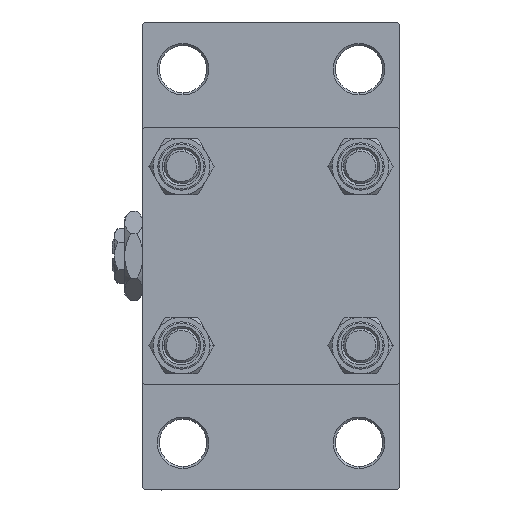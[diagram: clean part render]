
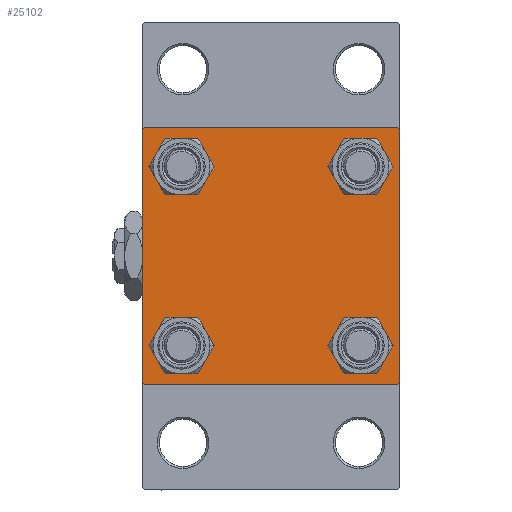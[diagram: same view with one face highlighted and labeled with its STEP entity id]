
A CAD part, left-side view. The second image highlights one B-rep face of the part: STEP entity #25102.
In plain terms, the highlighted planar face has unit normal (-1, 0, 0).
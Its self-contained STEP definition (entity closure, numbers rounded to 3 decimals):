
#119 = DIRECTION ( 'NONE',  ( 0., 0.707, 0.707 ) ) ;
#809 = DIRECTION ( 'NONE',  ( 1., 0., 0. ) ) ;
#861 = DIRECTION ( 'NONE',  ( 0., 0.707, -0.707 ) ) ;
#867 = LINE ( 'NONE', #42924, #9230 ) ;
#875 = VERTEX_POINT ( 'NONE', #37161 ) ;
#1642 = AXIS2_PLACEMENT_3D ( 'NONE', #35608, #809, #4330 ) ;
#1834 = CIRCLE ( 'NONE', #8234, 4.5 ) ;
#2430 = CARTESIAN_POINT ( 'NONE',  ( 0., -20.85, -20.85 ) ) ;
#2465 = EDGE_CURVE ( 'NONE', #31898, #17593, #5025, .T. ) ;
#3166 = EDGE_CURVE ( 'NONE', #43176, #875, #37791, .T. ) ;
#4021 = VERTEX_POINT ( 'NONE', #23210 ) ;
#4076 = DIRECTION ( 'NONE',  ( -1., 0., 0. ) ) ;
#4330 = DIRECTION ( 'NONE',  ( 0., 0., 1. ) ) ;
#4466 = CARTESIAN_POINT ( 'NONE',  ( 0., -20.85, 20.85 ) ) ;
#4750 = EDGE_CURVE ( 'NONE', #23134, #33157, #11252, .T. ) ;
#5025 = LINE ( 'NONE', #35319, #14442 ) ;
#5492 = CARTESIAN_POINT ( 'NONE',  ( 0., 20.85, 25.35 ) ) ;
#5746 = EDGE_LOOP ( 'NONE', ( #33418, #39628 ) ) ;
#5811 = EDGE_CURVE ( 'NONE', #48987, #25351, #32196, .T. ) ;
#5873 = CIRCLE ( 'NONE', #34639, 4.5 ) ;
#5891 = ORIENTED_EDGE ( 'NONE', *, *, #18635, .T. ) ;
#8004 = DIRECTION ( 'NONE',  ( 0., 0., -1. ) ) ;
#8234 = AXIS2_PLACEMENT_3D ( 'NONE', #42411, #42163, #23653 ) ;
#8575 = FACE_OUTER_BOUND ( 'NONE', #8840, .T. ) ;
#8639 = DIRECTION ( 'NONE',  ( 0., -0.707, 0.707 ) ) ;
#8840 = EDGE_LOOP ( 'NONE', ( #11656, #12752, #14726, #41810, #15312, #5891, #29584, #14436 ) ) ;
#9163 = DIRECTION ( 'NONE',  ( 0., -1., 0. ) ) ;
#9230 = VECTOR ( 'NONE', #8639, 1000. ) ;
#9431 = CIRCLE ( 'NONE', #42982, 4.5 ) ;
#9973 = VERTEX_POINT ( 'NONE', #5492 ) ;
#10928 = LINE ( 'NONE', #22468, #12815 ) ;
#11086 = EDGE_LOOP ( 'NONE', ( #11426, #22077 ) ) ;
#11252 = LINE ( 'NONE', #26542, #48210 ) ;
#11426 = ORIENTED_EDGE ( 'NONE', *, *, #21986, .T. ) ;
#11656 = ORIENTED_EDGE ( 'NONE', *, *, #2465, .T. ) ;
#11894 = CIRCLE ( 'NONE', #39906, 4.5 ) ;
#11917 = AXIS2_PLACEMENT_3D ( 'NONE', #43098, #4076, #39169 ) ;
#12056 = VERTEX_POINT ( 'NONE', #42181 ) ;
#12145 = EDGE_CURVE ( 'NONE', #19311, #33157, #867, .T. ) ;
#12320 = FACE_BOUND ( 'NONE', #42268, .T. ) ;
#12481 = ORIENTED_EDGE ( 'NONE', *, *, #46471, .T. ) ;
#12560 = FACE_BOUND ( 'NONE', #11086, .T. ) ;
#12752 = ORIENTED_EDGE ( 'NONE', *, *, #34470, .T. ) ;
#12815 = VECTOR ( 'NONE', #25479, 1000. ) ;
#14181 = CARTESIAN_POINT ( 'NONE',  ( 0., -20.85, -20.85 ) ) ;
#14195 = DIRECTION ( 'NONE',  ( 0., 0., 1. ) ) ;
#14436 = ORIENTED_EDGE ( 'NONE', *, *, #24708, .T. ) ;
#14442 = VECTOR ( 'NONE', #31074, 1000. ) ;
#14726 = ORIENTED_EDGE ( 'NONE', *, *, #32893, .T. ) ;
#15247 = CARTESIAN_POINT ( 'NONE',  ( 0., -30., 29.5 ) ) ;
#15312 = ORIENTED_EDGE ( 'NONE', *, *, #4750, .F. ) ;
#15693 = DIRECTION ( 'NONE',  ( 1., 0., 0. ) ) ;
#16076 = FACE_BOUND ( 'NONE', #5746, .T. ) ;
#17593 = VERTEX_POINT ( 'NONE', #42052 ) ;
#17850 = ORIENTED_EDGE ( 'NONE', *, *, #33636, .T. ) ;
#18635 = EDGE_CURVE ( 'NONE', #23134, #4021, #38431, .T. ) ;
#18792 = CARTESIAN_POINT ( 'NONE',  ( 0., 29.5, 30. ) ) ;
#18907 = VECTOR ( 'NONE', #119, 1000. ) ;
#19045 = CARTESIAN_POINT ( 'NONE',  ( 0., 29.5, -30. ) ) ;
#19311 = VERTEX_POINT ( 'NONE', #32636 ) ;
#19458 = CARTESIAN_POINT ( 'NONE',  ( 0., -20.85, 20.85 ) ) ;
#21158 = CARTESIAN_POINT ( 'NONE',  ( 0., 30., 29.5 ) ) ;
#21198 = VERTEX_POINT ( 'NONE', #45864 ) ;
#21986 = EDGE_CURVE ( 'NONE', #25351, #48987, #9431, .T. ) ;
#22077 = ORIENTED_EDGE ( 'NONE', *, *, #5811, .T. ) ;
#22468 = CARTESIAN_POINT ( 'NONE',  ( 0., 30., -30. ) ) ;
#22851 = EDGE_CURVE ( 'NONE', #25786, #4021, #39948, .T. ) ;
#23134 = VERTEX_POINT ( 'NONE', #15247 ) ;
#23210 = CARTESIAN_POINT ( 'NONE',  ( 0., -29.5, 30. ) ) ;
#23234 = CIRCLE ( 'NONE', #1642, 4.5 ) ;
#23434 = AXIS2_PLACEMENT_3D ( 'NONE', #2430, #48986, #25977 ) ;
#23507 = DIRECTION ( 'NONE',  ( 1., 0., 0. ) ) ;
#23653 = DIRECTION ( 'NONE',  ( 0., 0., 1. ) ) ;
#24708 = EDGE_CURVE ( 'NONE', #25786, #31898, #27664, .T. ) ;
#25102 = ADVANCED_FACE ( 'NONE', ( #12560, #16076, #12320, #27610, #8575 ), #27847, .T. ) ;
#25351 = VERTEX_POINT ( 'NONE', #35914 ) ;
#25479 = DIRECTION ( 'NONE',  ( 0., -1., 0. ) ) ;
#25539 = VECTOR ( 'NONE', #26490, 1000. ) ;
#25786 = VERTEX_POINT ( 'NONE', #18792 ) ;
#25860 = DIRECTION ( 'NONE',  ( 1., 0., 0. ) ) ;
#25977 = DIRECTION ( 'NONE',  ( 0., 0., 1. ) ) ;
#26490 = DIRECTION ( 'NONE',  ( 0., -0.707, -0.707 ) ) ;
#26542 = CARTESIAN_POINT ( 'NONE',  ( 0., -30., 30. ) ) ;
#27476 = CARTESIAN_POINT ( 'NONE',  ( 0., 20.85, 16.35 ) ) ;
#27610 = FACE_BOUND ( 'NONE', #31308, .T. ) ;
#27664 = LINE ( 'NONE', #43406, #34312 ) ;
#27847 = PLANE ( 'NONE',  #11917 ) ;
#28046 = EDGE_CURVE ( 'NONE', #21198, #12056, #23234, .T. ) ;
#28212 = AXIS2_PLACEMENT_3D ( 'NONE', #4466, #23507, #35012 ) ;
#28342 = VERTEX_POINT ( 'NONE', #19045 ) ;
#29584 = ORIENTED_EDGE ( 'NONE', *, *, #22851, .F. ) ;
#30244 = LINE ( 'NONE', #45748, #25539 ) ;
#30432 = ORIENTED_EDGE ( 'NONE', *, *, #42842, .T. ) ;
#31074 = DIRECTION ( 'NONE',  ( 0., 0., -1. ) ) ;
#31308 = EDGE_LOOP ( 'NONE', ( #30432, #17850 ) ) ;
#31898 = VERTEX_POINT ( 'NONE', #21158 ) ;
#32196 = CIRCLE ( 'NONE', #28212, 4.5 ) ;
#32452 = CARTESIAN_POINT ( 'NONE',  ( 0., -20.85, 16.35 ) ) ;
#32636 = CARTESIAN_POINT ( 'NONE',  ( 0., -29.5, -30. ) ) ;
#32840 = EDGE_CURVE ( 'NONE', #875, #43176, #36795, .T. ) ;
#32893 = EDGE_CURVE ( 'NONE', #28342, #19311, #10928, .T. ) ;
#33124 = DIRECTION ( 'NONE',  ( 0., 0., 1. ) ) ;
#33157 = VERTEX_POINT ( 'NONE', #40597 ) ;
#33418 = ORIENTED_EDGE ( 'NONE', *, *, #3166, .T. ) ;
#33636 = EDGE_CURVE ( 'NONE', #44305, #9973, #11894, .T. ) ;
#33998 = DIRECTION ( 'NONE',  ( 1., 0., 0. ) ) ;
#34312 = VECTOR ( 'NONE', #861, 1000. ) ;
#34434 = CARTESIAN_POINT ( 'NONE',  ( 0., -29.75, 29.75 ) ) ;
#34470 = EDGE_CURVE ( 'NONE', #17593, #28342, #30244, .T. ) ;
#34639 = AXIS2_PLACEMENT_3D ( 'NONE', #45740, #33998, #14195 ) ;
#35012 = DIRECTION ( 'NONE',  ( 0., 0., 1. ) ) ;
#35319 = CARTESIAN_POINT ( 'NONE',  ( 0., 30., 30. ) ) ;
#35608 = CARTESIAN_POINT ( 'NONE',  ( 0., 20.85, -20.85 ) ) ;
#35914 = CARTESIAN_POINT ( 'NONE',  ( 0., -20.85, 25.35 ) ) ;
#36452 = CARTESIAN_POINT ( 'NONE',  ( 0., 30., 30. ) ) ;
#36795 = CIRCLE ( 'NONE', #43972, 4.5 ) ;
#37161 = CARTESIAN_POINT ( 'NONE',  ( 0., -20.85, -25.35 ) ) ;
#37791 = CIRCLE ( 'NONE', #23434, 4.5 ) ;
#38431 = LINE ( 'NONE', #34434, #18907 ) ;
#39169 = DIRECTION ( 'NONE',  ( 0., 0., 1. ) ) ;
#39628 = ORIENTED_EDGE ( 'NONE', *, *, #32840, .T. ) ;
#39906 = AXIS2_PLACEMENT_3D ( 'NONE', #45793, #25860, #33124 ) ;
#39948 = LINE ( 'NONE', #36452, #48615 ) ;
#40597 = CARTESIAN_POINT ( 'NONE',  ( 0., -30., -29.5 ) ) ;
#41310 = ORIENTED_EDGE ( 'NONE', *, *, #28046, .T. ) ;
#41810 = ORIENTED_EDGE ( 'NONE', *, *, #12145, .T. ) ;
#42052 = CARTESIAN_POINT ( 'NONE',  ( 0., 30., -29.5 ) ) ;
#42103 = CARTESIAN_POINT ( 'NONE',  ( 0., -20.85, -16.35 ) ) ;
#42163 = DIRECTION ( 'NONE',  ( 1., 0., 0. ) ) ;
#42181 = CARTESIAN_POINT ( 'NONE',  ( 0., 20.85, -16.35 ) ) ;
#42268 = EDGE_LOOP ( 'NONE', ( #12481, #41310 ) ) ;
#42411 = CARTESIAN_POINT ( 'NONE',  ( 0., 20.85, 20.85 ) ) ;
#42842 = EDGE_CURVE ( 'NONE', #9973, #44305, #1834, .T. ) ;
#42924 = CARTESIAN_POINT ( 'NONE',  ( 0., -29.75, -29.75 ) ) ;
#42982 = AXIS2_PLACEMENT_3D ( 'NONE', #19458, #15693, #46243 ) ;
#43098 = CARTESIAN_POINT ( 'NONE',  ( 0., 0., 0. ) ) ;
#43176 = VERTEX_POINT ( 'NONE', #42103 ) ;
#43406 = CARTESIAN_POINT ( 'NONE',  ( 0., 29.75, 29.75 ) ) ;
#43972 = AXIS2_PLACEMENT_3D ( 'NONE', #14181, #44478, #49233 ) ;
#44305 = VERTEX_POINT ( 'NONE', #27476 ) ;
#44478 = DIRECTION ( 'NONE',  ( 1., 0., 0. ) ) ;
#45740 = CARTESIAN_POINT ( 'NONE',  ( 0., 20.85, -20.85 ) ) ;
#45748 = CARTESIAN_POINT ( 'NONE',  ( 0., 29.75, -29.75 ) ) ;
#45793 = CARTESIAN_POINT ( 'NONE',  ( 0., 20.85, 20.85 ) ) ;
#45864 = CARTESIAN_POINT ( 'NONE',  ( 0., 20.85, -25.35 ) ) ;
#46243 = DIRECTION ( 'NONE',  ( 0., 0., 1. ) ) ;
#46471 = EDGE_CURVE ( 'NONE', #12056, #21198, #5873, .T. ) ;
#48210 = VECTOR ( 'NONE', #8004, 1000. ) ;
#48615 = VECTOR ( 'NONE', #9163, 1000. ) ;
#48986 = DIRECTION ( 'NONE',  ( 1., 0., 0. ) ) ;
#48987 = VERTEX_POINT ( 'NONE', #32452 ) ;
#49233 = DIRECTION ( 'NONE',  ( 0., 0., 1. ) ) ;
